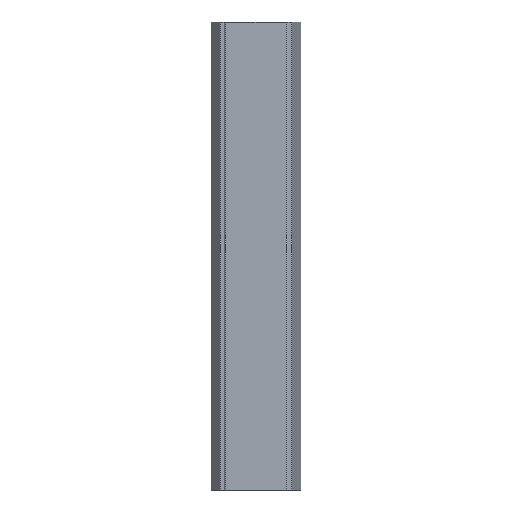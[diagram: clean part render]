
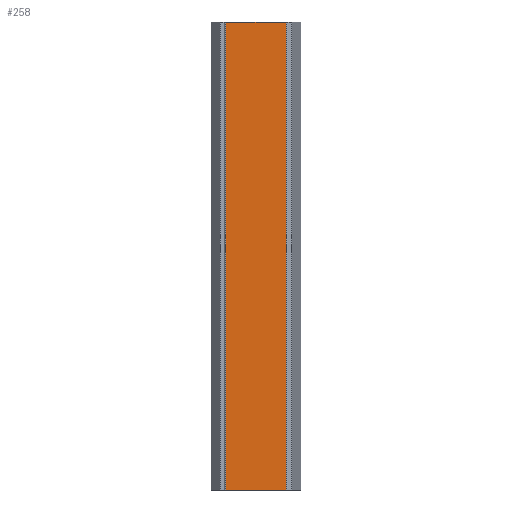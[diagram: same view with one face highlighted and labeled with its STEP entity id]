
A CAD part, front view. The second image highlights one B-rep face of the part: STEP entity #258.
In plain terms, the highlighted planar face has unit normal (0, -1, 0).
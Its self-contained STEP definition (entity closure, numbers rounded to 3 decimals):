
#38 = FACE_OUTER_BOUND ( 'NONE', #649, .T. ) ;
#144 = EDGE_CURVE ( 'NONE', #280, #293, #930, .T. ) ;
#145 = EDGE_CURVE ( 'NONE', #280, #297, #932, .T. ) ;
#146 = EDGE_CURVE ( 'NONE', #284, #297, #927, .T. ) ;
#147 = EDGE_CURVE ( 'NONE', #293, #284, #925, .T. ) ;
#207 = AXIS2_PLACEMENT_3D ( 'NONE', #1085, #1078, #1077 ) ;
#258 = ADVANCED_FACE ( 'NONE', ( #38 ), #1089, .T. ) ;
#261 = ORIENTED_EDGE ( 'NONE', *, *, #144, .T. ) ;
#262 = ORIENTED_EDGE ( 'NONE', *, *, #145, .F. ) ;
#263 = ORIENTED_EDGE ( 'NONE', *, *, #146, .T. ) ;
#264 = ORIENTED_EDGE ( 'NONE', *, *, #147, .T. ) ;
#280 = VERTEX_POINT ( 'NONE', #1065 ) ;
#284 = VERTEX_POINT ( 'NONE', #1053 ) ;
#293 = VERTEX_POINT ( 'NONE', #1042 ) ;
#297 = VERTEX_POINT ( 'NONE', #1036 ) ;
#649 = EDGE_LOOP ( 'NONE', ( #264, #263, #262, #261 ) ) ;
#922 = VECTOR ( 'NONE', #1057, 1000. ) ;
#924 = VECTOR ( 'NONE', #1062, 1000. ) ;
#925 = LINE ( 'NONE', #1061, #922 ) ;
#926 = VECTOR ( 'NONE', #1072, 1000. ) ;
#927 = LINE ( 'NONE', #1068, #924 ) ;
#928 = VECTOR ( 'NONE', #1076, 1000. ) ;
#930 = LINE ( 'NONE', #1080, #928 ) ;
#932 = LINE ( 'NONE', #1115, #926 ) ;
#1036 = CARTESIAN_POINT ( 'NONE',  ( 3.9, 0., 0. ) ) ;
#1042 = CARTESIAN_POINT ( 'NONE',  ( -3.9, 0., -60. ) ) ;
#1053 = CARTESIAN_POINT ( 'NONE',  ( 3.9, 0., -60. ) ) ;
#1057 = DIRECTION ( 'NONE',  ( 1., 0., 0. ) ) ;
#1061 = CARTESIAN_POINT ( 'NONE',  ( -4.1, 0., -60. ) ) ;
#1062 = DIRECTION ( 'NONE',  ( 0., 0., 1. ) ) ;
#1065 = CARTESIAN_POINT ( 'NONE',  ( -3.9, 0., 0. ) ) ;
#1068 = CARTESIAN_POINT ( 'NONE',  ( 3.9, 0., -60. ) ) ;
#1072 = DIRECTION ( 'NONE',  ( 1., 0., 0. ) ) ;
#1076 = DIRECTION ( 'NONE',  ( 0., 0., -1. ) ) ;
#1077 = DIRECTION ( 'NONE',  ( 0., 0., -1. ) ) ;
#1078 = DIRECTION ( 'NONE',  ( 0., -1., 0. ) ) ;
#1080 = CARTESIAN_POINT ( 'NONE',  ( -3.9, 0., -60. ) ) ;
#1085 = CARTESIAN_POINT ( 'NONE',  ( -4.1, 0., -60. ) ) ;
#1089 = PLANE ( 'NONE',  #207 ) ;
#1115 = CARTESIAN_POINT ( 'NONE',  ( -4.1, 0., 0. ) ) ;
